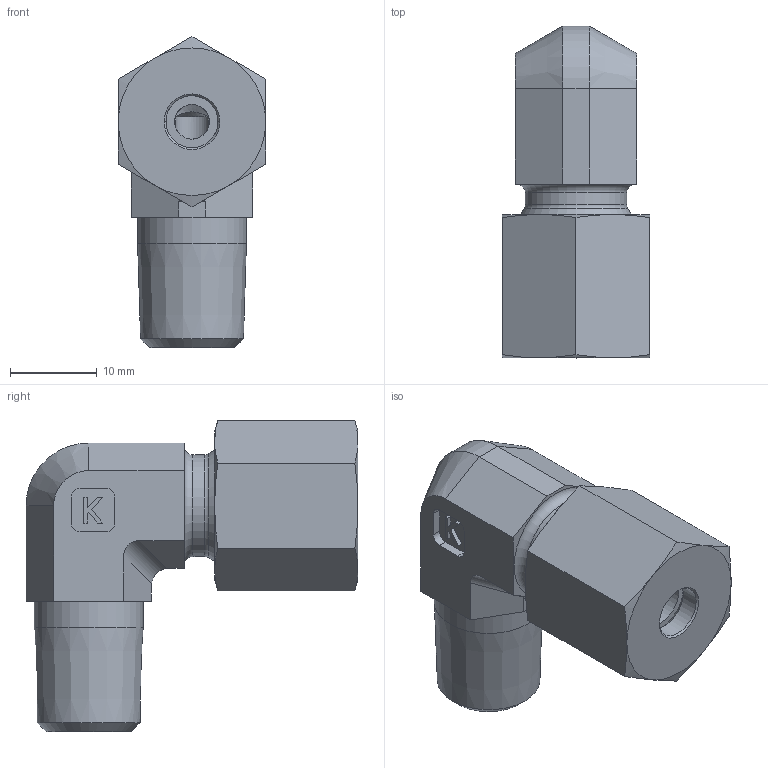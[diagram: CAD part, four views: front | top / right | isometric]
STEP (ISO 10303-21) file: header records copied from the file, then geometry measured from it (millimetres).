
FILE_DESCRIPTION((''),'2;1');
FILE_NAME('22003061214.stp','2014-08-26T10:55:59',(''),('KNOMI spol. s r. o.'),'Autodesk Inventor 2012','Autodesk Inventor 2012','');
FILE_SCHEMA(('AUTOMOTIVE_DESIGN { 1 2 10303 214 0 1 1 1 }'));
Length unit declared in the file: millimetre
Products named in the file (4): LHCM3 6LMkuž M12x1,5/M14x1; 21003 061214; 3980614; 40106
Assembly tree (3 placements, depth 2):
  LHCM3 6LMkuž M12x1,5/M14x1
    21003 061214
    3980614
    40106
Bounding box: 17 x 38.22 x 35.81 mm (x, y, z)
Volume: 8966.2 mm3; surface area: 5407.1 mm2
Topology: 3 solids, 3 shells, 106 faces, 249 edges, 160 vertices
Faces by surface type: plane 47, cone 33, cylinder 23, torus 3
Full cylindrical faces by diameter (mm): 4 x2, 6 x3, 8 x1, 10 x1, 11.7 x1, 12.376 x1, 12.532 x1, 14 x1
Entity records: 3076 total; most frequent: CARTESIAN_POINT 570, DIRECTION 490, ORIENTED_EDGE 418, EDGE_CURVE 209, AXIS2_PLACEMENT_3D 191, EDGE_LOOP 144, VERTEX_POINT 141, STYLED_ITEM 115
